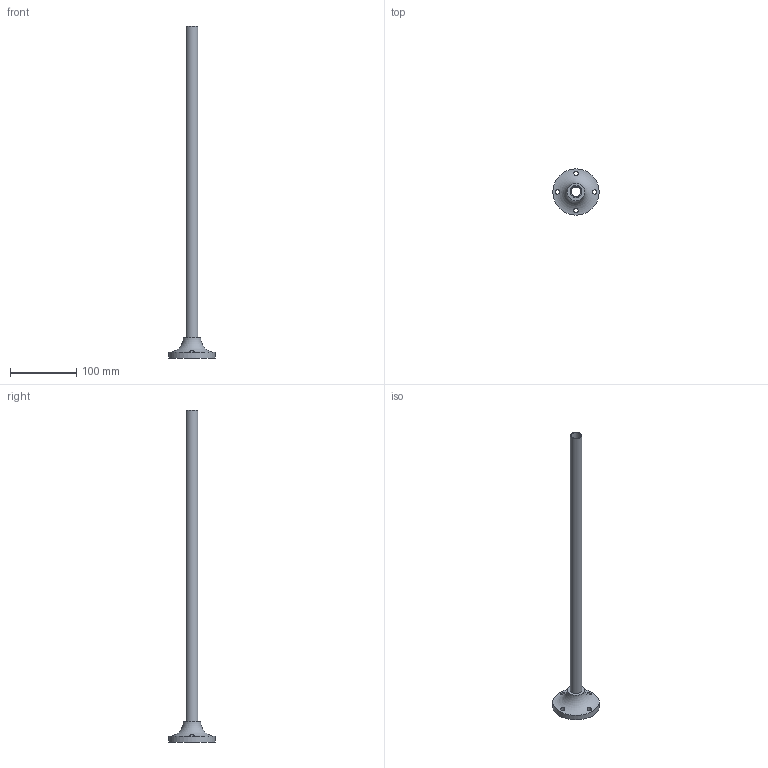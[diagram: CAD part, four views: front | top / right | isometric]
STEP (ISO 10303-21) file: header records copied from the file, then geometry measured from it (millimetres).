
FILE_DESCRIPTION((''),'2;1');
FILE_NAME('127226.stp','2019-10-01T13:13:24',('e.eickhoff'),(''),'Autodesk Inventor 2012','Autodesk Inventor 2012','');
FILE_SCHEMA(('AUTOMOTIVE_DESIGN { 1 0 10303 214 1 1 1 1 }'));
Length unit declared in the file: millimetre
Products named in the file (1): 127226
Bounding box: 70 x 70 x 502.2 mm (x, y, z)
Volume: 86695 mm3; surface area: 61336.5 mm2
Topology: 1 solids, 1 shells, 12 faces, 31 edges, 21 vertices
Faces by surface type: cylinder 8, plane 3, torus 1
Full cylindrical faces by diameter (mm): 6.5 x4, 15 x1, 18 x1, 26.5 x1, 70 x1
Entity records: 516 total; most frequent: CARTESIAN_POINT 217, DIRECTION 50, ORIENTED_EDGE 32, EDGE_LOOP 32, AXIS2_PLACEMENT_3D 25, FACE_BOUND 20, VERTEX_POINT 16, EDGE_CURVE 16
